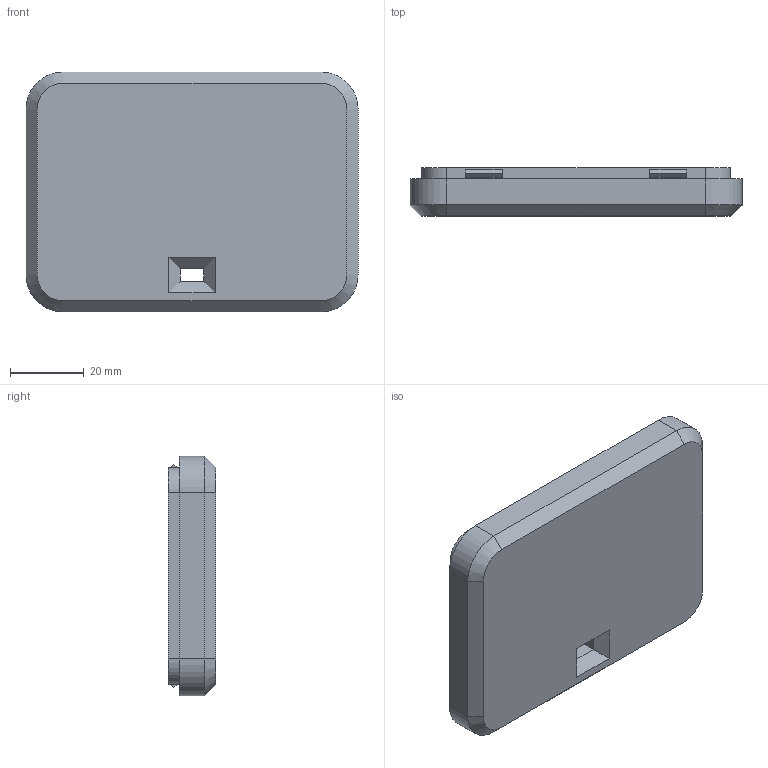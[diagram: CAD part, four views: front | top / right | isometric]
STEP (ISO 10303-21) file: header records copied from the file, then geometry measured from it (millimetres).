
FILE_DESCRIPTION(/* description */ (''),/* implementation_level */ '2;1');
FILE_NAME(/* name */ 'bottom_body.step',/* time_stamp */ '2021-08-23T00:20:49+02:00',/* author */ (''),/* organization */ (''),/* preprocessor_version */ 'ST-DEVELOPER v18.1',/* originating_system */ 'Autodesk Translation Framework v10.9.0.1377',/* authorisation */ '');
FILE_SCHEMA (('AUTOMOTIVE_DESIGN { 1 0 10303 214 3 1 1 }'));
Length unit declared in the file: millimetre
Products named in the file (1): bottom_body
Bounding box: 90 x 13 x 65 mm (x, y, z)
Volume: 41053.3 mm3; surface area: 16963.2 mm2
Topology: 1 solids, 1 shells, 73 faces, 174 edges, 112 vertices
Faces by surface type: plane 55, cylinder 14, cone 4
Full cylindrical faces by diameter (mm): 2.1 x2
Entity records: 2117 total; most frequent: CARTESIAN_POINT 360, DIRECTION 354, ORIENTED_EDGE 348, EDGE_CURVE 174, LINE 142, VECTOR 142, VERTEX_POINT 112, AXIS2_PLACEMENT_3D 106
